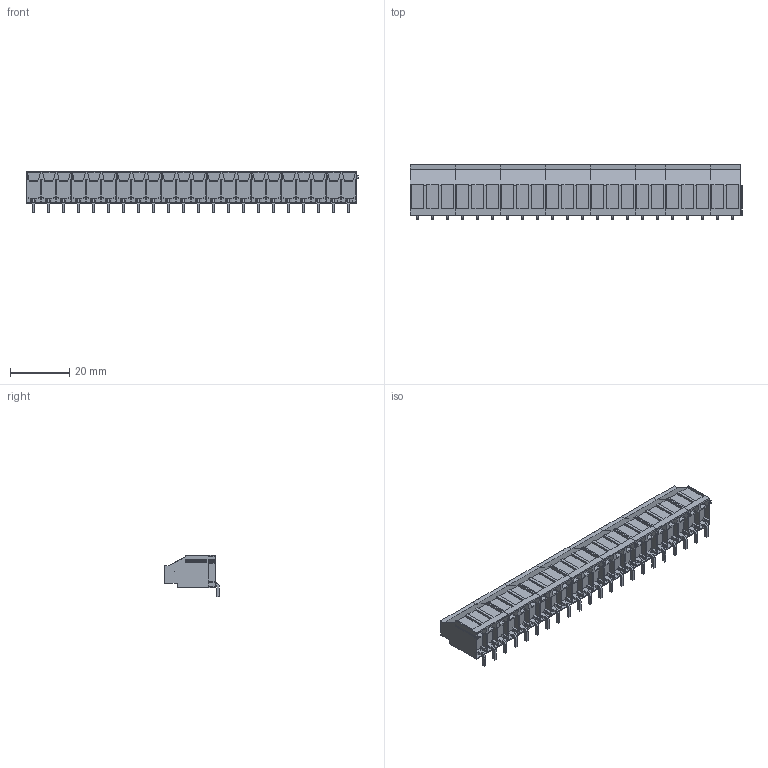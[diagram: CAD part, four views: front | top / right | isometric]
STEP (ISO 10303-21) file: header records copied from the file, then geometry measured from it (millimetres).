
FILE_DESCRIPTION(('CATIA V5 STEP','CAx-IF Rec.Pracs.--- Model Styling and Organization---1.2---2011-12-15'),'2;1');
FILE_NAME ('D1462065_0_2432110000_2432110000.stp','2016-10-03T07:08:53+00:00',('none'),('Weidmueller'),'CATIA Version 5-6 Release 2014','CATIA V5 STEP AP214','none');
FILE_SCHEMA(('AUTOMOTIVE_DESIGN { 1 0 10303 214 1 1 1 1 }'));
Length unit declared in the file: millimetre
Products named in the file (1): 2432110000_S
Bounding box: 112.41 x 18.57 x 14.2 mm (x, y, z)
Volume: 14614.8 mm3; surface area: 15171.7 mm2
Topology: 52 solids, 52 shells, 1668 faces, 4406 edges, 2908 vertices
Faces by surface type: plane 1492, cylinder 176
Entity records: 47450 total; most frequent: ORIENTED_EDGE 8812, CARTESIAN_POINT 8408, DIRECTION 6592, EDGE_CURVE 4406, VECTOR 3966, LINE 3966, VERTEX_POINT 2908, EDGE_LOOP 1734
